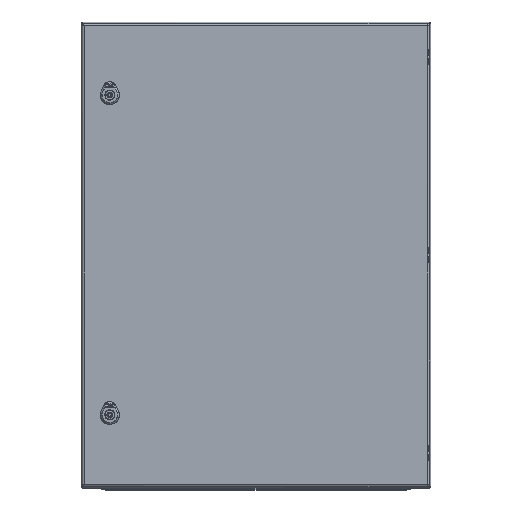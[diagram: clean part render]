
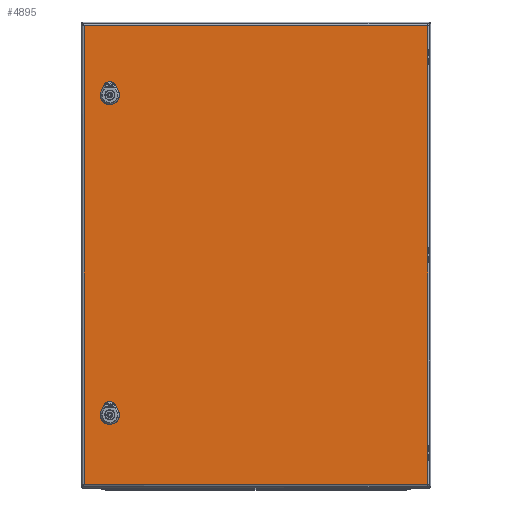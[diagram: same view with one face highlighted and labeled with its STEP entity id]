
A CAD part, top view. The second image highlights one B-rep face of the part: STEP entity #4895.
In plain terms, the highlighted face is planar.
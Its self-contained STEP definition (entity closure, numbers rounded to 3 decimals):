
#2984=FACE_BOUND('',#7368,.T.);
#2985=FACE_BOUND('',#7369,.T.);
#2986=FACE_BOUND('',#7370,.T.);
#4130=PLANE('',#21990);
#4895=ADVANCED_FACE('',(#2984,#2985,#2986),#4130,.F.);
#7368=EDGE_LOOP('',(#11592,#11593,#11594,#11595,#11596,#11597,#11598,#11599));
#7369=EDGE_LOOP('',(#11600,#11601,#11602,#11603,#11604,#11605,#11606,#11607));
#7370=EDGE_LOOP('',(#11608,#11609,#11610,#11611));
#8612=CIRCLE('',#21982,11.25);
#8613=CIRCLE('',#21983,11.25);
#8614=CIRCLE('',#21984,11.25);
#8615=CIRCLE('',#21985,11.25);
#8616=CIRCLE('',#21986,11.25);
#8617=CIRCLE('',#21987,11.25);
#8618=CIRCLE('',#21988,11.25);
#8619=CIRCLE('',#21989,11.25);
#11592=ORIENTED_EDGE('',*,*,#17165,.T.);
#11593=ORIENTED_EDGE('',*,*,#17166,.T.);
#11594=ORIENTED_EDGE('',*,*,#17167,.T.);
#11595=ORIENTED_EDGE('',*,*,#17168,.T.);
#11596=ORIENTED_EDGE('',*,*,#17169,.T.);
#11597=ORIENTED_EDGE('',*,*,#17170,.T.);
#11598=ORIENTED_EDGE('',*,*,#17171,.T.);
#11599=ORIENTED_EDGE('',*,*,#17172,.T.);
#11600=ORIENTED_EDGE('',*,*,#17173,.T.);
#11601=ORIENTED_EDGE('',*,*,#17174,.T.);
#11602=ORIENTED_EDGE('',*,*,#17175,.T.);
#11603=ORIENTED_EDGE('',*,*,#17176,.T.);
#11604=ORIENTED_EDGE('',*,*,#17177,.T.);
#11605=ORIENTED_EDGE('',*,*,#17178,.T.);
#11606=ORIENTED_EDGE('',*,*,#17179,.T.);
#11607=ORIENTED_EDGE('',*,*,#17180,.T.);
#11608=ORIENTED_EDGE('',*,*,#17181,.T.);
#11609=ORIENTED_EDGE('',*,*,#17182,.T.);
#11610=ORIENTED_EDGE('',*,*,#17183,.T.);
#11611=ORIENTED_EDGE('',*,*,#17184,.T.);
#15013=VERTEX_POINT('',#35965);
#15014=VERTEX_POINT('',#35966);
#15015=VERTEX_POINT('',#35968);
#15016=VERTEX_POINT('',#35970);
#15017=VERTEX_POINT('',#35972);
#15018=VERTEX_POINT('',#35974);
#15019=VERTEX_POINT('',#35976);
#15020=VERTEX_POINT('',#35978);
#15021=VERTEX_POINT('',#35981);
#15022=VERTEX_POINT('',#35982);
#15023=VERTEX_POINT('',#35984);
#15024=VERTEX_POINT('',#35986);
#15025=VERTEX_POINT('',#35988);
#15026=VERTEX_POINT('',#35990);
#15027=VERTEX_POINT('',#35992);
#15028=VERTEX_POINT('',#35994);
#15029=VERTEX_POINT('',#35997);
#15030=VERTEX_POINT('',#35998);
#15031=VERTEX_POINT('',#36000);
#15032=VERTEX_POINT('',#36002);
#17165=EDGE_CURVE('',#15013,#15014,#19141,.T.);
#17166=EDGE_CURVE('',#15014,#15015,#8612,.T.);
#17167=EDGE_CURVE('',#15015,#15016,#19142,.T.);
#17168=EDGE_CURVE('',#15016,#15017,#8613,.T.);
#17169=EDGE_CURVE('',#15017,#15018,#19143,.T.);
#17170=EDGE_CURVE('',#15018,#15019,#8614,.T.);
#17171=EDGE_CURVE('',#15019,#15020,#19144,.T.);
#17172=EDGE_CURVE('',#15020,#15013,#8615,.T.);
#17173=EDGE_CURVE('',#15021,#15022,#19145,.T.);
#17174=EDGE_CURVE('',#15022,#15023,#8616,.T.);
#17175=EDGE_CURVE('',#15023,#15024,#19146,.T.);
#17176=EDGE_CURVE('',#15024,#15025,#8617,.T.);
#17177=EDGE_CURVE('',#15025,#15026,#19147,.T.);
#17178=EDGE_CURVE('',#15026,#15027,#8618,.T.);
#17179=EDGE_CURVE('',#15027,#15028,#19148,.T.);
#17180=EDGE_CURVE('',#15028,#15021,#8619,.T.);
#17181=EDGE_CURVE('',#15029,#15030,#19149,.T.);
#17182=EDGE_CURVE('',#15030,#15031,#19150,.T.);
#17183=EDGE_CURVE('',#15031,#15032,#19151,.T.);
#17184=EDGE_CURVE('',#15032,#15029,#19152,.T.);
#19141=LINE('',#35964,#20503);
#19142=LINE('',#35969,#20504);
#19143=LINE('',#35973,#20505);
#19144=LINE('',#35977,#20506);
#19145=LINE('',#35980,#20507);
#19146=LINE('',#35985,#20508);
#19147=LINE('',#35989,#20509);
#19148=LINE('',#35993,#20510);
#19149=LINE('',#35996,#20511);
#19150=LINE('',#35999,#20512);
#19151=LINE('',#36001,#20513);
#19152=LINE('',#36003,#20514);
#20503=VECTOR('',#25297,1.);
#20504=VECTOR('',#25300,1.);
#20505=VECTOR('',#25303,1.);
#20506=VECTOR('',#25306,1.);
#20507=VECTOR('',#25309,1.);
#20508=VECTOR('',#25312,1.);
#20509=VECTOR('',#25315,1.);
#20510=VECTOR('',#25318,1.);
#20511=VECTOR('',#25321,1.);
#20512=VECTOR('',#25322,1.);
#20513=VECTOR('',#25323,1.);
#20514=VECTOR('',#25324,1.);
#21982=AXIS2_PLACEMENT_3D('',#35967,#25298,#25299);
#21983=AXIS2_PLACEMENT_3D('',#35971,#25301,#25302);
#21984=AXIS2_PLACEMENT_3D('',#35975,#25304,#25305);
#21985=AXIS2_PLACEMENT_3D('',#35979,#25307,#25308);
#21986=AXIS2_PLACEMENT_3D('',#35983,#25310,#25311);
#21987=AXIS2_PLACEMENT_3D('',#35987,#25313,#25314);
#21988=AXIS2_PLACEMENT_3D('',#35991,#25316,#25317);
#21989=AXIS2_PLACEMENT_3D('',#35995,#25319,#25320);
#21990=AXIS2_PLACEMENT_3D('',#36004,#25325,#25326);
#25297=DIRECTION('',(-1.,0.,0.));
#25298=DIRECTION('',(0.,0.,1.));
#25299=DIRECTION('',(1.,0.,0.));
#25300=DIRECTION('',(0.,-1.,0.));
#25301=DIRECTION('',(0.,0.,1.));
#25302=DIRECTION('',(1.,0.,0.));
#25303=DIRECTION('',(1.,0.,0.));
#25304=DIRECTION('',(0.,0.,1.));
#25305=DIRECTION('',(1.,0.,0.));
#25306=DIRECTION('',(0.,1.,0.));
#25307=DIRECTION('',(0.,0.,1.));
#25308=DIRECTION('',(1.,0.,0.));
#25309=DIRECTION('',(-1.,0.,0.));
#25310=DIRECTION('',(0.,0.,1.));
#25311=DIRECTION('',(1.,0.,0.));
#25312=DIRECTION('',(0.,-1.,0.));
#25313=DIRECTION('',(0.,0.,1.));
#25314=DIRECTION('',(1.,0.,0.));
#25315=DIRECTION('',(1.,0.,0.));
#25316=DIRECTION('',(0.,0.,1.));
#25317=DIRECTION('',(1.,0.,0.));
#25318=DIRECTION('',(0.,1.,0.));
#25319=DIRECTION('',(0.,0.,1.));
#25320=DIRECTION('',(1.,0.,0.));
#25321=DIRECTION('',(0.,1.,0.));
#25322=DIRECTION('',(1.,0.,0.));
#25323=DIRECTION('',(0.,-1.,0.));
#25324=DIRECTION('',(-1.,0.,0.));
#25325=DIRECTION('',(0.,0.,1.));
#25326=DIRECTION('',(-1.,0.,0.));
#35964=CARTESIAN_POINT('',(-295.75,-264.3,0.));
#35965=CARTESIAN_POINT('',(255.496,-264.3,0.));
#35966=CARTESIAN_POINT('',(246.004,-264.3,0.));
#35967=CARTESIAN_POINT('',(250.75,-274.5,0.));
#35968=CARTESIAN_POINT('',(240.55,-269.754,0.));
#35969=CARTESIAN_POINT('',(240.55,-395.,0.));
#35970=CARTESIAN_POINT('',(240.55,-279.246,0.));
#35971=CARTESIAN_POINT('',(250.75,-274.5,0.));
#35972=CARTESIAN_POINT('',(246.004,-284.7,0.));
#35973=CARTESIAN_POINT('',(-295.75,-284.7,0.));
#35974=CARTESIAN_POINT('',(255.496,-284.7,0.));
#35975=CARTESIAN_POINT('',(250.75,-274.5,0.));
#35976=CARTESIAN_POINT('',(260.95,-279.246,0.));
#35977=CARTESIAN_POINT('',(260.95,-395.,0.));
#35978=CARTESIAN_POINT('',(260.95,-269.754,0.));
#35979=CARTESIAN_POINT('',(250.75,-274.5,0.));
#35980=CARTESIAN_POINT('',(-295.75,284.7,0.));
#35981=CARTESIAN_POINT('',(255.496,284.7,0.));
#35982=CARTESIAN_POINT('',(246.004,284.7,0.));
#35983=CARTESIAN_POINT('',(250.75,274.5,0.));
#35984=CARTESIAN_POINT('',(240.55,279.246,0.));
#35985=CARTESIAN_POINT('',(240.55,-395.,0.));
#35986=CARTESIAN_POINT('',(240.55,269.754,0.));
#35987=CARTESIAN_POINT('',(250.75,274.5,0.));
#35988=CARTESIAN_POINT('',(246.004,264.3,0.));
#35989=CARTESIAN_POINT('',(-295.75,264.3,0.));
#35990=CARTESIAN_POINT('',(255.496,264.3,0.));
#35991=CARTESIAN_POINT('',(250.75,274.5,0.));
#35992=CARTESIAN_POINT('',(260.95,269.754,0.));
#35993=CARTESIAN_POINT('',(260.95,-395.,0.));
#35994=CARTESIAN_POINT('',(260.95,279.246,0.));
#35995=CARTESIAN_POINT('',(250.75,274.5,0.));
#35996=CARTESIAN_POINT('',(-294.75,-395.,0.));
#35997=CARTESIAN_POINT('',(-294.75,-394.,0.));
#35998=CARTESIAN_POINT('',(-294.75,394.,0.));
#35999=CARTESIAN_POINT('',(-295.75,394.,0.));
#36000=CARTESIAN_POINT('',(294.75,394.,0.));
#36001=CARTESIAN_POINT('',(294.75,-395.,0.));
#36002=CARTESIAN_POINT('',(294.75,-394.,0.));
#36003=CARTESIAN_POINT('',(-295.75,-394.,0.));
#36004=CARTESIAN_POINT('',(-295.75,-395.,0.));
